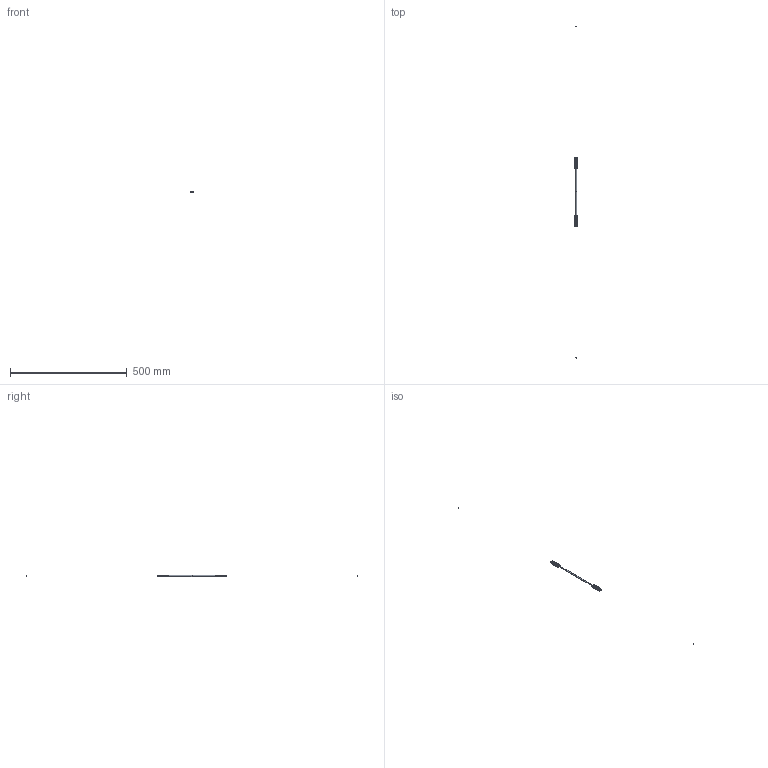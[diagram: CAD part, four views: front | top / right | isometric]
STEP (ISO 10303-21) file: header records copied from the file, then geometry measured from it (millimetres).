
FILE_DESCRIPTION((''),'2;1');
FILE_NAME('J02220098_ASM','2020-03-22T',('Administrator'),(''),'PRO/ENGINEER BY PARAMETRIC TECHNOLOGY CORPORATION, 2008380','PRO/ENGINEER BY PARAMETRIC TECHNOLOGY CORPORATION, 2008380','');
FILE_SCHEMA(('CONFIG_CONTROL_DESIGN'));
Length unit declared in the file: millimetre
Products named in the file (2): USB_AM_TO_BM_1; J02220098_ASM
Assembly tree (2 placements, depth 2):
  J02220098_ASM
    USB_AM_TO_BM_1  x2
Bounding box: 15.8 x 1422 x 8 mm (x, y, z)
Surface area: 12684.8 mm2 (no closed solid volume)
Topology: 0 solids, 96 shells, 3108 faces, 9794 edges, 6524 vertices
Faces by surface type: plane 1924, cylinder 910, extrusion 114, cone 78, revolution 38, sphere 16, torus 16, bspline 12
Entity records: 57135 total; most frequent: CARTESIAN_POINT 15724, ORIENTED_EDGE 9135, DIRECTION 7449, EDGE_CURVE 4889, VERTEX_POINT 3262, VECTOR 3034, LINE 2977, AXIS2_PLACEMENT_3D 2198
